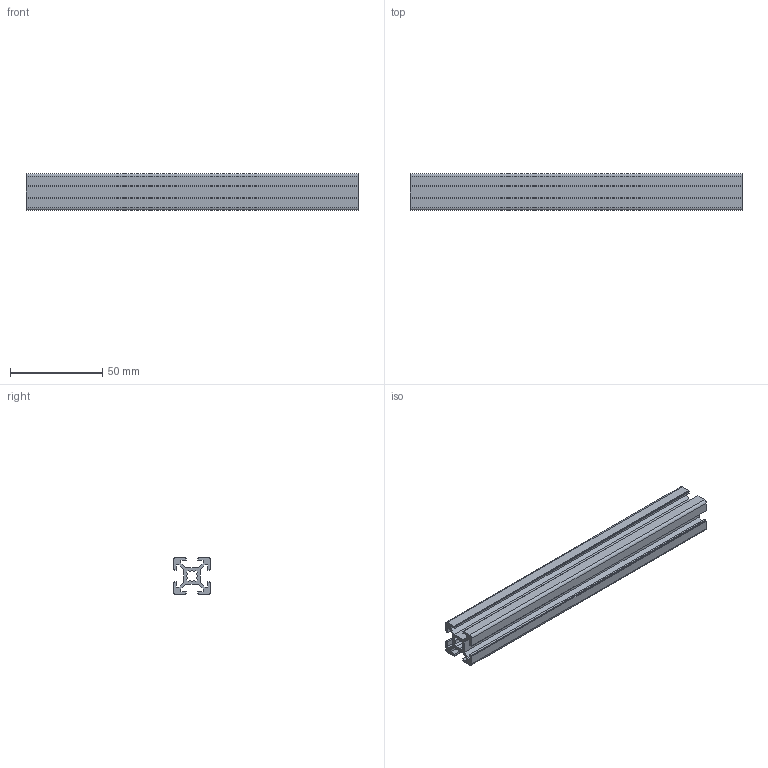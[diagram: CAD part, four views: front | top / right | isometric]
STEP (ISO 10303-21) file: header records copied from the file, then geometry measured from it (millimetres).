
FILE_DESCRIPTION((''),'2;1');
FILE_NAME('ROB-CEVE-P34','2021-05-06T10:56:44',('kevin'),(''),'CREO PARAMETRIC BY PTC INC, 2016390','CREO PARAMETRIC BY PTC INC, 2016390','');
FILE_SCHEMA(('CONFIG_CONTROL_DESIGN'));
Length unit declared in the file: millimetre
Products named in the file (1): ROB-CEVE-P34
Bounding box: 180 x 20 x 20 mm (x, y, z)
Volume: 29811.4 mm3; surface area: 32914.2 mm2
Topology: 1 solids, 1 shells, 82 faces, 240 edges, 160 vertices
Faces by surface type: plane 74, cylinder 8
Entity records: 2722 total; most frequent: CARTESIAN_POINT 482, ORIENTED_EDGE 480, DIRECTION 420, EDGE_CURVE 240, VECTOR 224, LINE 224, VERTEX_POINT 160, AXIS2_PLACEMENT_3D 98
